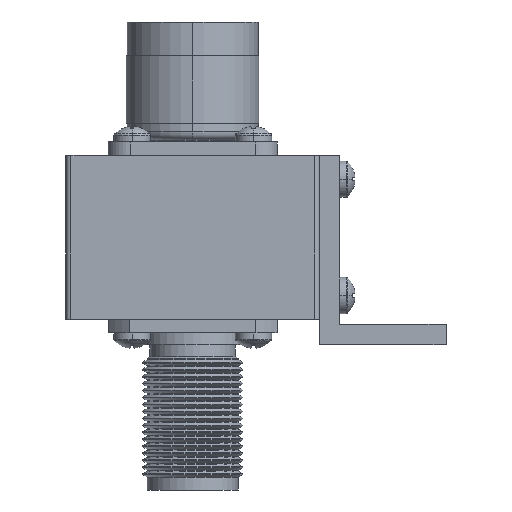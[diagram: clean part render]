
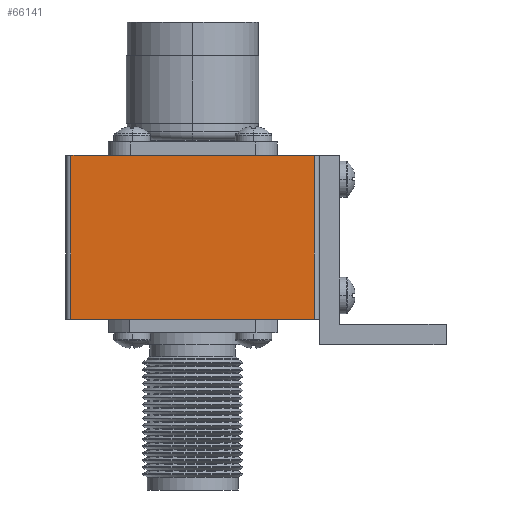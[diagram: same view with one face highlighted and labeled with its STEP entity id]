
A CAD part, front view. The second image highlights one B-rep face of the part: STEP entity #66141.
In plain terms, the highlighted planar face has unit normal (0, -1, 0).
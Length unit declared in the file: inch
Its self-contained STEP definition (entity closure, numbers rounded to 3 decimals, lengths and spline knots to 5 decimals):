
#1735 = EDGE_CURVE ( 'NONE', #84377, #33814, #8436, .T. ) ;
#2625 = DIRECTION ( 'NONE',  ( 1., 0., 0. ) ) ;
#3020 = CARTESIAN_POINT ( 'NONE',  ( 0.72, -0.25, -0.485 ) ) ;
#8436 = LINE ( 'NONE', #23610, #62143 ) ;
#9492 = LINE ( 'NONE', #33592, #22439 ) ;
#13769 = VECTOR ( 'NONE', #57715, 39.37008 ) ;
#17542 = ORIENTED_EDGE ( 'NONE', *, *, #85479, .F. ) ;
#20511 = CARTESIAN_POINT ( 'NONE',  ( -0.72, -0.25, 0.485 ) ) ;
#20913 = EDGE_CURVE ( 'NONE', #33814, #74968, #69683, .T. ) ;
#22439 = VECTOR ( 'NONE', #2625, 39.37008 ) ;
#23610 = CARTESIAN_POINT ( 'NONE',  ( -0.75, -0.25, -0.485 ) ) ;
#26962 = PLANE ( 'NONE',  #93689 ) ;
#29304 = ORIENTED_EDGE ( 'NONE', *, *, #1735, .T. ) ;
#33592 = CARTESIAN_POINT ( 'NONE',  ( -0.75, -0.25, 0.485 ) ) ;
#33814 = VERTEX_POINT ( 'NONE', #3020 ) ;
#34812 = FACE_OUTER_BOUND ( 'NONE', #68655, .T. ) ;
#43640 = CARTESIAN_POINT ( 'NONE',  ( -0.75, -0.25, 0.485 ) ) ;
#46086 = DIRECTION ( 'NONE',  ( 0., 0., 1. ) ) ;
#47338 = ORIENTED_EDGE ( 'NONE', *, *, #83804, .T. ) ;
#49204 = ORIENTED_EDGE ( 'NONE', *, *, #20913, .T. ) ;
#57715 = DIRECTION ( 'NONE',  ( 0., 0., -1. ) ) ;
#58222 = LINE ( 'NONE', #83791, #13769 ) ;
#60977 = CARTESIAN_POINT ( 'NONE',  ( -0.72, -0.25, -0.485 ) ) ;
#62143 = VECTOR ( 'NONE', #94616, 39.37008 ) ;
#66141 = ADVANCED_FACE ( 'NONE', ( #34812 ), #26962, .F. ) ;
#66708 = DIRECTION ( 'NONE',  ( 0., 1., 0. ) ) ;
#68655 = EDGE_LOOP ( 'NONE', ( #17542, #47338, #29304, #49204 ) ) ;
#69683 = LINE ( 'NONE', #76978, #101966 ) ;
#70114 = CARTESIAN_POINT ( 'NONE',  ( 0.72, -0.25, 0.485 ) ) ;
#74968 = VERTEX_POINT ( 'NONE', #70114 ) ;
#76978 = CARTESIAN_POINT ( 'NONE',  ( 0.72, -0.25, 0.485 ) ) ;
#80398 = VERTEX_POINT ( 'NONE', #20511 ) ;
#83791 = CARTESIAN_POINT ( 'NONE',  ( -0.72, -0.25, 0.485 ) ) ;
#83804 = EDGE_CURVE ( 'NONE', #80398, #84377, #58222, .T. ) ;
#84377 = VERTEX_POINT ( 'NONE', #60977 ) ;
#85479 = EDGE_CURVE ( 'NONE', #80398, #74968, #9492, .T. ) ;
#93689 = AXIS2_PLACEMENT_3D ( 'NONE', #43640, #66708, #100023 ) ;
#94616 = DIRECTION ( 'NONE',  ( 1., 0., 0. ) ) ;
#100023 = DIRECTION ( 'NONE',  ( 0., 0., 1. ) ) ;
#101966 = VECTOR ( 'NONE', #46086, 39.37008 ) ;
